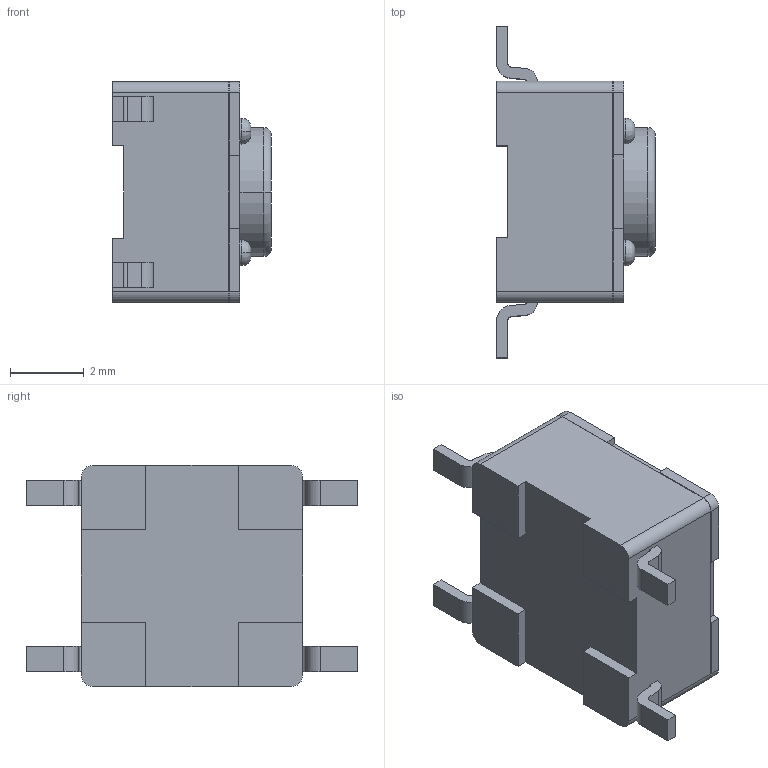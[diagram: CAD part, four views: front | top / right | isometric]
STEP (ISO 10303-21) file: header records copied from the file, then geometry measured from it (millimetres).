
FILE_DESCRIPTION(/* description */ (''),/* implementation_level */ '2;1');
FILE_NAME(/* name */ 'red_button.stp',/* time_stamp */ '2017-03-24T20:48:30-04:00',/* author */ ('Baycken'),/* organization */ (''),/* preprocessor_version */ 'ST-DEVELOPER v16.5',/* originating_system */ 'Autodesk Inventor 2017',/* authorisation */ '');
FILE_SCHEMA (('AUTOMOTIVE_DESIGN { 1 0 10303 214 3 1 1 }','AUTOMOTIVE_DESIGN { 1 0 10303 214 1 1 1 1 }'));
Length unit declared in the file: millimetre
Products named in the file (1): Part5
Bounding box: 4.3 x 9 x 6 mm (x, y, z)
Volume: 126.5 mm3; surface area: 191.4 mm2
Topology: 1 solids, 1 shells, 121 faces, 314 edges, 206 vertices
Faces by surface type: plane 77, cylinder 34, bspline 8, torus 2
Entity records: 3957 total; most frequent: CARTESIAN_POINT 834, DIRECTION 630, ORIENTED_EDGE 628, EDGE_CURVE 314, LINE 226, VECTOR 226, VERTEX_POINT 206, AXIS2_PLACEMENT_3D 202
